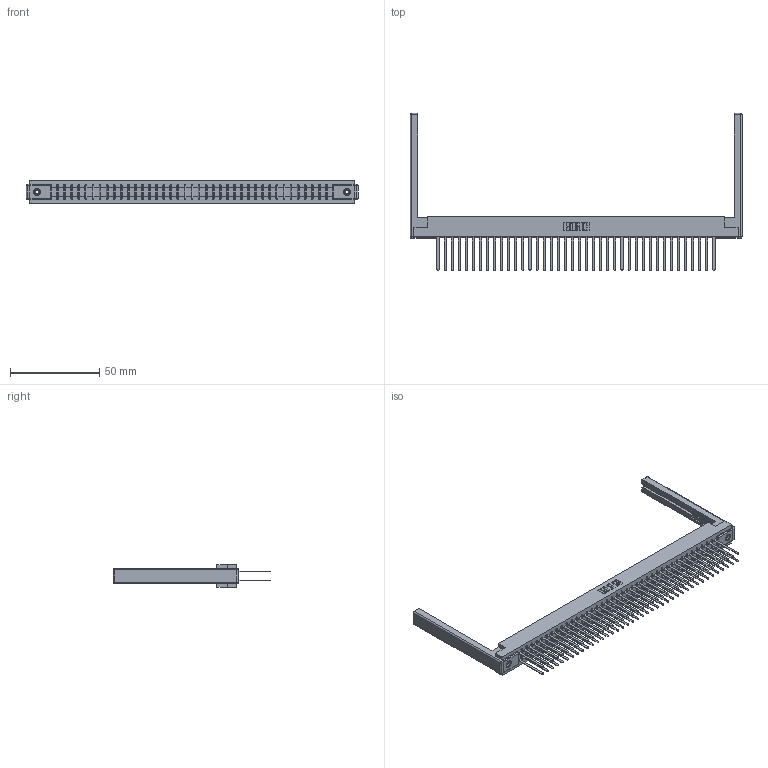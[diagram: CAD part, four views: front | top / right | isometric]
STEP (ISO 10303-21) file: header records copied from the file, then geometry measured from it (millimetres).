
FILE_DESCRIPTION (( 'STEP AP203' ), '1' );
FILE_NAME ('357-080-540-268.STEP', '2019-09-19T15:40:29', ( '' ), ( '' ), 'SwSTEP 2.0', 'SolidWorks 2016', '' );
FILE_SCHEMA (( 'CONFIG_CONTROL_DESIGN' ));
Length unit declared in the file: inch
Products named in the file (5): 345-250-001_345-250-001-102; 307 Part_.156 Dia Mounting Holes; 357-080-540-268; 307-290-001_540; 307-220-068
Assembly tree (85 placements, depth 2):
  357-080-540-268
    307 Part_.156 Dia Mounting Holes
    307-290-001_540  x80
    307-220-068  x2
    345-250-001_345-250-001-102  x2
Bounding box: 185.93 x 87.96 x 12.7 mm (x, y, z)
Volume: 24584.4 mm3; surface area: 31330.5 mm2
Topology: 85 solids, 85 shells, 3993 faces, 11113 edges, 7170 vertices
Faces by surface type: plane 2638, cylinder 1249, sphere 90, cone 12, torus 4
Entity records: 38545 total; most frequent: CARTESIAN_POINT 6281, ORIENTED_EDGE 6216, DIRECTION 6168, EDGE_CURVE 3108, VECTOR 2382, LINE 2382, VERTEX_POINT 2006, AXIS2_PLACEMENT_3D 1893
